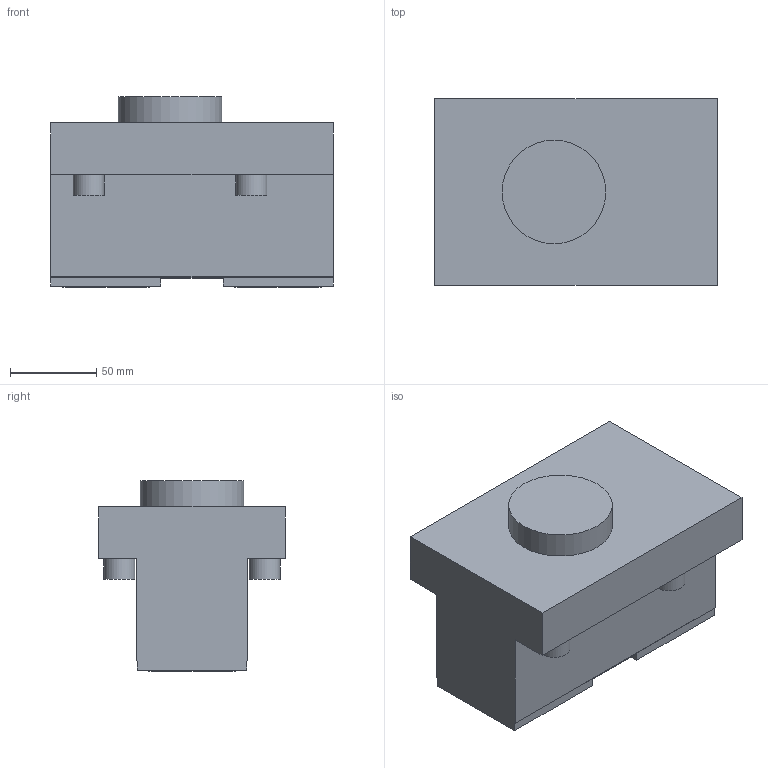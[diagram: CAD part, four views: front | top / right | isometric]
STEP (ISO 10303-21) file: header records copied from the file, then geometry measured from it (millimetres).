
FILE_DESCRIPTION(/* description */ (''),/* implementation_level */ '2;1');
FILE_NAME(/* name */ '1577082038637.stp',/* time_stamp */ '2019-12-23T11:50:47+05:00',/* author */ (''),/* organization */ ('SMS'),/* preprocessor_version */ 'ST-DEVELOPER v16.7',/* originating_system */ 'SIEMENS PLM Software NX 12.0',/* authorisation */ '');
FILE_SCHEMA (('AUTOMOTIVE_DESIGN { 1 0 10303 214 3 1 1 1 }'));
Length unit declared in the file: millimetre
Products named in the file (1): 200837278mod000_02
Bounding box: 163.5 x 108 x 110 mm (x, y, z)
Volume: 1194134.6 mm3; surface area: 93282.8 mm2
Topology: 1 solids, 1 shells, 54 faces, 122 edges, 87 vertices
Faces by surface type: plane 31, cone 12, cylinder 11
Full cylindrical faces by diameter (mm): 3 x2, 18 x4, 38.623 x2, 50.013 x2, 59.9 x1
Entity records: 1622 total; most frequent: CARTESIAN_POINT 361, DIRECTION 266, ORIENTED_EDGE 212, EDGE_CURVE 106, AXIS2_PLACEMENT_3D 103, EDGE_LOOP 78, VERTEX_POINT 78, LINE 60
